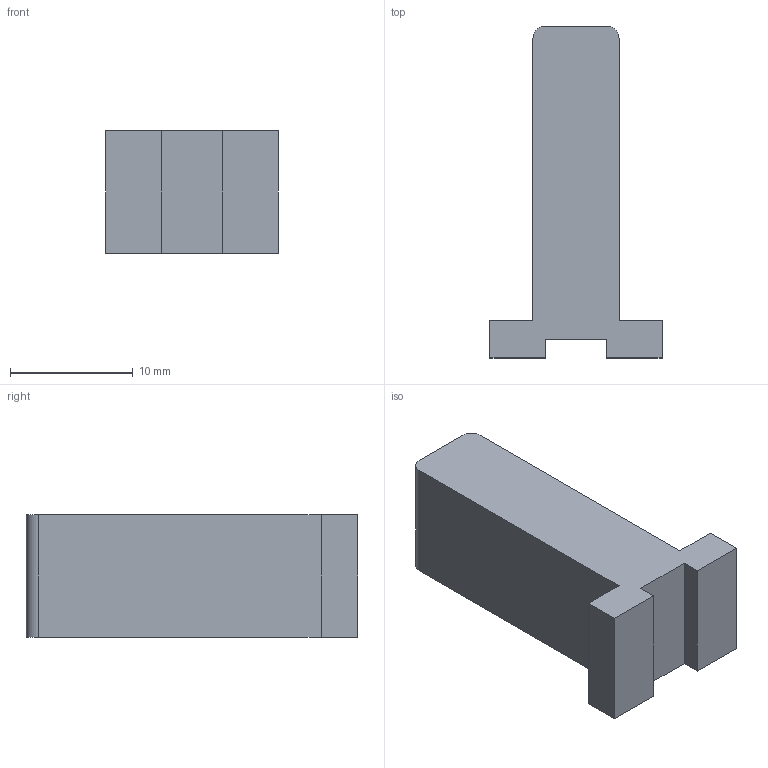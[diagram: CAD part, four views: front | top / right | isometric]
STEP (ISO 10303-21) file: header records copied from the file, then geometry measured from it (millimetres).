
FILE_DESCRIPTION(/* description */ (''),/* implementation_level */ '2;1');
FILE_NAME(/* name */ 'E_3_01_04_15_00_WKZ-0216.stp',/* time_stamp */ '2025-11-24T13:10:27+01:00',/* author */ ('d.fischer'),/* organization */ (''),/* preprocessor_version */ 'ST-DEVELOPER v20',/* originating_system */ 'Autodesk Inventor 2025',/* authorisation */ '');
FILE_SCHEMA (('AUTOMOTIVE_DESIGN { 1 0 10303 214 3 1 1 }'));
Length unit declared in the file: millimetre
Products named in the file (1): WKZ-0216
Bounding box: 14 x 27 x 10 mm (x, y, z)
Volume: 2020.7 mm3; surface area: 1245.6 mm2
Topology: 1 solids, 1 shells, 16 faces, 42 edges, 28 vertices
Faces by surface type: plane 14, cylinder 2
Entity records: 542 total; most frequent: CARTESIAN_POINT 87, ORIENTED_EDGE 84, DIRECTION 80, EDGE_CURVE 42, LINE 38, VECTOR 38, VERTEX_POINT 28, AXIS2_PLACEMENT_3D 21
